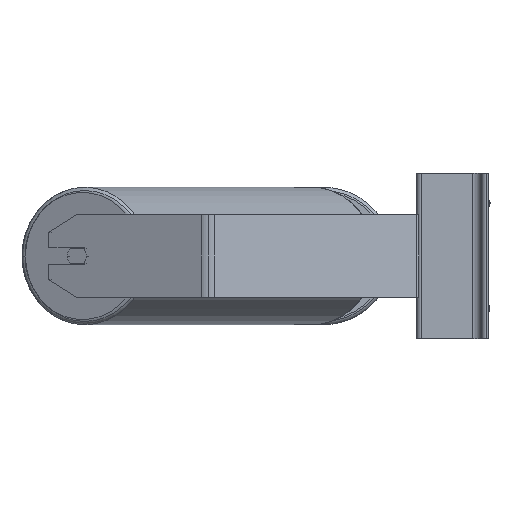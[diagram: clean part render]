
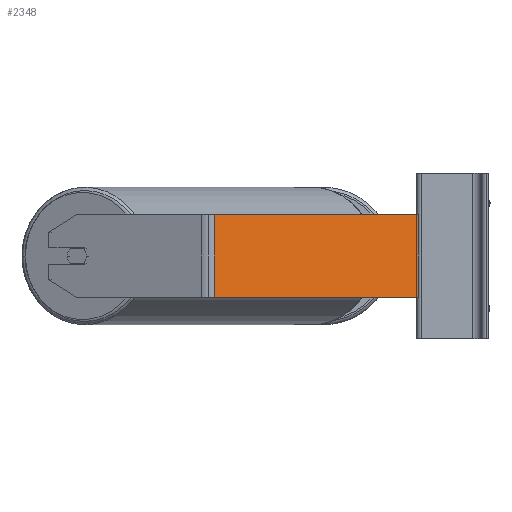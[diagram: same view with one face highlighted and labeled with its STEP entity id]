
A CAD part, left-side view. The second image highlights one B-rep face of the part: STEP entity #2348.
In plain terms, the highlighted planar face has unit normal (-0.94, -0.342, 0).
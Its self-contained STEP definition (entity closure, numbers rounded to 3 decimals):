
#161 = CARTESIAN_POINT ( 'NONE',  ( -787.518, 8.948, -40. ) ) ;
#638 = CARTESIAN_POINT ( 'NONE',  ( -859.366, 206.35, -40. ) ) ;
#827 = VECTOR ( 'NONE', #8587, 1000. ) ;
#1138 = LINE ( 'NONE', #2016, #827 ) ;
#1317 = ORIENTED_EDGE ( 'NONE', *, *, #2300, .T. ) ;
#1461 = EDGE_CURVE ( 'NONE', #10317, #4506, #5911, .T. ) ;
#2016 = CARTESIAN_POINT ( 'NONE',  ( -861.633, 212.578, -40. ) ) ;
#2300 = EDGE_CURVE ( 'NONE', #4506, #7507, #1138, .T. ) ;
#2348 = ADVANCED_FACE ( 'NONE', ( #2943 ), #4542, .F. ) ;
#2943 = FACE_OUTER_BOUND ( 'NONE', #9431, .T. ) ;
#3190 = EDGE_CURVE ( 'NONE', #3335, #7507, #9833, .T. ) ;
#3267 = CARTESIAN_POINT ( 'NONE',  ( -787.518, 8.948, 40. ) ) ;
#3335 = VERTEX_POINT ( 'NONE', #6649 ) ;
#3733 = DIRECTION ( 'NONE',  ( 0.94, 0.342, 0. ) ) ;
#4019 = DIRECTION ( 'NONE',  ( 0., 0., -1. ) ) ;
#4379 = ORIENTED_EDGE ( 'NONE', *, *, #1461, .T. ) ;
#4426 = VECTOR ( 'NONE', #5766, 1000. ) ;
#4506 = VERTEX_POINT ( 'NONE', #638 ) ;
#4542 = PLANE ( 'NONE',  #5665 ) ;
#5276 = CARTESIAN_POINT ( 'NONE',  ( -859.366, 206.35, 40. ) ) ;
#5663 = LINE ( 'NONE', #9031, #8255 ) ;
#5665 = AXIS2_PLACEMENT_3D ( 'NONE', #7839, #3733, #7032 ) ;
#5766 = DIRECTION ( 'NONE',  ( 0., 0., -1. ) ) ;
#5911 = LINE ( 'NONE', #6609, #7357 ) ;
#6609 = CARTESIAN_POINT ( 'NONE',  ( -859.366, 206.35, 40. ) ) ;
#6649 = CARTESIAN_POINT ( 'NONE',  ( -787.518, 8.948, 40. ) ) ;
#7032 = DIRECTION ( 'NONE',  ( -0.342, 0.94, 0. ) ) ;
#7357 = VECTOR ( 'NONE', #4019, 1000. ) ;
#7507 = VERTEX_POINT ( 'NONE', #161 ) ;
#7839 = CARTESIAN_POINT ( 'NONE',  ( -861.633, 212.578, 40. ) ) ;
#8137 = DIRECTION ( 'NONE',  ( 0.342, -0.94, 0. ) ) ;
#8255 = VECTOR ( 'NONE', #8137, 1000. ) ;
#8587 = DIRECTION ( 'NONE',  ( 0.342, -0.94, 0. ) ) ;
#9031 = CARTESIAN_POINT ( 'NONE',  ( -861.633, 212.578, 40. ) ) ;
#9431 = EDGE_LOOP ( 'NONE', ( #1317, #9682, #10589, #4379 ) ) ;
#9561 = EDGE_CURVE ( 'NONE', #10317, #3335, #5663, .T. ) ;
#9682 = ORIENTED_EDGE ( 'NONE', *, *, #3190, .F. ) ;
#9833 = LINE ( 'NONE', #3267, #4426 ) ;
#10317 = VERTEX_POINT ( 'NONE', #5276 ) ;
#10589 = ORIENTED_EDGE ( 'NONE', *, *, #9561, .F. ) ;
